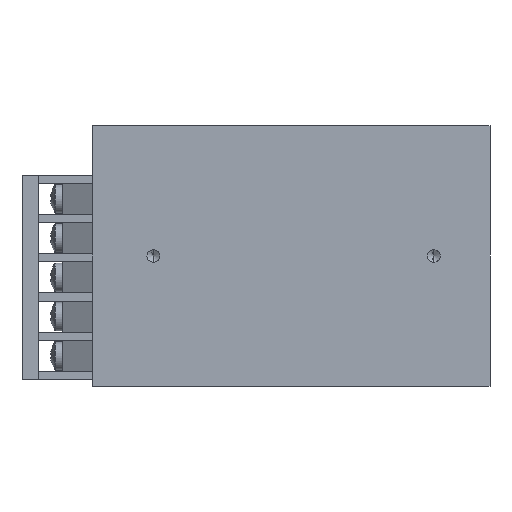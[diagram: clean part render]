
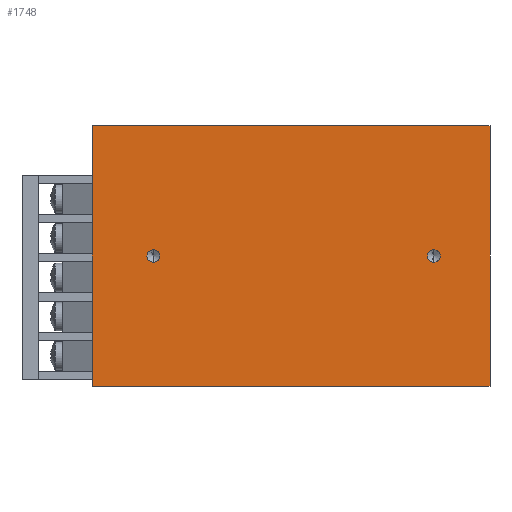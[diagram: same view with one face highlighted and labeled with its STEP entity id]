
A CAD part, front view. The second image highlights one B-rep face of the part: STEP entity #1748.
In plain terms, the highlighted planar face has unit normal (0, -1, 0).
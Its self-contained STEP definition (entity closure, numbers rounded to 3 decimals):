
#71 = VERTEX_POINT ( 'NONE', #4409 ) ;
#81 = VERTEX_POINT ( 'NONE', #2032 ) ;
#166 = CARTESIAN_POINT ( 'NONE',  ( -39., 0., 25.5 ) ) ;
#170 = DIRECTION ( 'NONE',  ( -1., 0., 0. ) ) ;
#263 = DIRECTION ( 'NONE',  ( 0., -1., 0. ) ) ;
#294 = DIRECTION ( 'NONE',  ( 0., 0., -1. ) ) ;
#373 = AXIS2_PLACEMENT_3D ( 'NONE', #5761, #5355, #623 ) ;
#522 = ORIENTED_EDGE ( 'NONE', *, *, #2379, .F. ) ;
#543 = CARTESIAN_POINT ( 'NONE',  ( -27., 0., 1.25 ) ) ;
#606 = ORIENTED_EDGE ( 'NONE', *, *, #2273, .F. ) ;
#623 = DIRECTION ( 'NONE',  ( 0., 0., -1. ) ) ;
#640 = CARTESIAN_POINT ( 'NONE',  ( 28., 0., 1.25 ) ) ;
#698 = LINE ( 'NONE', #4375, #4879 ) ;
#855 = CARTESIAN_POINT ( 'NONE',  ( 28., 0., 0. ) ) ;
#874 = FACE_BOUND ( 'NONE', #5654, .T. ) ;
#888 = EDGE_LOOP ( 'NONE', ( #522, #3614, #2468, #6027 ) ) ;
#933 = PLANE ( 'NONE',  #3180 ) ;
#935 = AXIS2_PLACEMENT_3D ( 'NONE', #3025, #2973, #4462 ) ;
#1270 = CARTESIAN_POINT ( 'NONE',  ( -27., 0., 0. ) ) ;
#1414 = ORIENTED_EDGE ( 'NONE', *, *, #5578, .F. ) ;
#1493 = VERTEX_POINT ( 'NONE', #5087 ) ;
#1748 = ADVANCED_FACE ( 'NONE', ( #874, #2739, #6036 ), #933, .T. ) ;
#1803 = CARTESIAN_POINT ( 'NONE',  ( 0., 0., 0. ) ) ;
#1844 = CARTESIAN_POINT ( 'NONE',  ( -39., 0., 25.5 ) ) ;
#1871 = VERTEX_POINT ( 'NONE', #5225 ) ;
#1896 = CIRCLE ( 'NONE', #935, 1.25 ) ;
#2032 = CARTESIAN_POINT ( 'NONE',  ( 39., 0., -25.5 ) ) ;
#2071 = AXIS2_PLACEMENT_3D ( 'NONE', #855, #3103, #4990 ) ;
#2123 = EDGE_CURVE ( 'NONE', #71, #1493, #3389, .T. ) ;
#2273 = EDGE_CURVE ( 'NONE', #2619, #1871, #5545, .T. ) ;
#2286 = DIRECTION ( 'NONE',  ( 0., -1., 0. ) ) ;
#2293 = EDGE_LOOP ( 'NONE', ( #1414, #606 ) ) ;
#2320 = ORIENTED_EDGE ( 'NONE', *, *, #4044, .F. ) ;
#2379 = EDGE_CURVE ( 'NONE', #5981, #81, #5993, .T. ) ;
#2468 = ORIENTED_EDGE ( 'NONE', *, *, #2123, .F. ) ;
#2619 = VERTEX_POINT ( 'NONE', #640 ) ;
#2739 = FACE_BOUND ( 'NONE', #2293, .T. ) ;
#2788 = EDGE_CURVE ( 'NONE', #1493, #5981, #4743, .T. ) ;
#2936 = VERTEX_POINT ( 'NONE', #4546 ) ;
#2955 = VECTOR ( 'NONE', #5561, 1000. ) ;
#2973 = DIRECTION ( 'NONE',  ( 0., -1., 0. ) ) ;
#2979 = DIRECTION ( 'NONE',  ( 0., 0., 1. ) ) ;
#3025 = CARTESIAN_POINT ( 'NONE',  ( 28., 0., 0. ) ) ;
#3103 = DIRECTION ( 'NONE',  ( 0., -1., 0. ) ) ;
#3180 = AXIS2_PLACEMENT_3D ( 'NONE', #1803, #2286, #6066 ) ;
#3389 = LINE ( 'NONE', #166, #3864 ) ;
#3398 = CIRCLE ( 'NONE', #373, 1.25 ) ;
#3512 = EDGE_CURVE ( 'NONE', #5517, #2936, #4136, .T. ) ;
#3581 = DIRECTION ( 'NONE',  ( 0., 0., -1. ) ) ;
#3614 = ORIENTED_EDGE ( 'NONE', *, *, #2788, .F. ) ;
#3864 = VECTOR ( 'NONE', #2979, 1000. ) ;
#3920 = ORIENTED_EDGE ( 'NONE', *, *, #3512, .F. ) ;
#4044 = EDGE_CURVE ( 'NONE', #2936, #5517, #3398, .T. ) ;
#4136 = CIRCLE ( 'NONE', #5621, 1.25 ) ;
#4375 = CARTESIAN_POINT ( 'NONE',  ( -39., 0., -25.5 ) ) ;
#4384 = EDGE_CURVE ( 'NONE', #81, #71, #698, .T. ) ;
#4409 = CARTESIAN_POINT ( 'NONE',  ( -39., 0., -25.5 ) ) ;
#4448 = VECTOR ( 'NONE', #3581, 1000. ) ;
#4462 = DIRECTION ( 'NONE',  ( 0., 0., -1. ) ) ;
#4546 = CARTESIAN_POINT ( 'NONE',  ( -27., 0., -1.25 ) ) ;
#4743 = LINE ( 'NONE', #1844, #2955 ) ;
#4879 = VECTOR ( 'NONE', #170, 1000. ) ;
#4990 = DIRECTION ( 'NONE',  ( 0., 0., -1. ) ) ;
#5045 = CARTESIAN_POINT ( 'NONE',  ( 39., 0., 25.5 ) ) ;
#5087 = CARTESIAN_POINT ( 'NONE',  ( -39., 0., 25.5 ) ) ;
#5225 = CARTESIAN_POINT ( 'NONE',  ( 28., 0., -1.25 ) ) ;
#5355 = DIRECTION ( 'NONE',  ( 0., -1., 0. ) ) ;
#5470 = CARTESIAN_POINT ( 'NONE',  ( 39., 0., 25.5 ) ) ;
#5517 = VERTEX_POINT ( 'NONE', #543 ) ;
#5545 = CIRCLE ( 'NONE', #2071, 1.25 ) ;
#5561 = DIRECTION ( 'NONE',  ( 1., 0., 0. ) ) ;
#5578 = EDGE_CURVE ( 'NONE', #1871, #2619, #1896, .T. ) ;
#5621 = AXIS2_PLACEMENT_3D ( 'NONE', #1270, #263, #294 ) ;
#5654 = EDGE_LOOP ( 'NONE', ( #2320, #3920 ) ) ;
#5761 = CARTESIAN_POINT ( 'NONE',  ( -27., 0., 0. ) ) ;
#5981 = VERTEX_POINT ( 'NONE', #5045 ) ;
#5993 = LINE ( 'NONE', #5470, #4448 ) ;
#6027 = ORIENTED_EDGE ( 'NONE', *, *, #4384, .F. ) ;
#6036 = FACE_OUTER_BOUND ( 'NONE', #888, .T. ) ;
#6066 = DIRECTION ( 'NONE',  ( 0., 0., -1. ) ) ;
